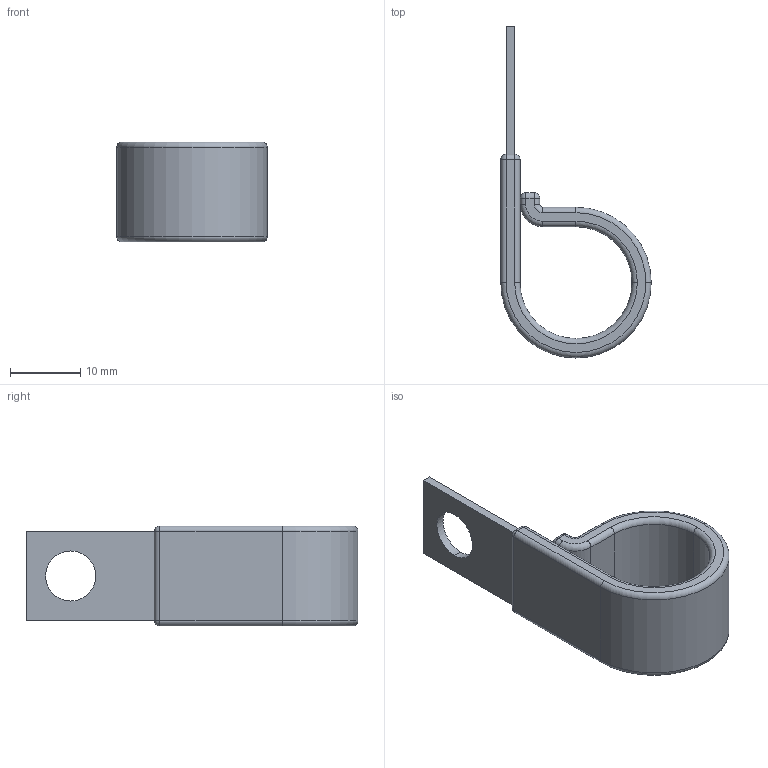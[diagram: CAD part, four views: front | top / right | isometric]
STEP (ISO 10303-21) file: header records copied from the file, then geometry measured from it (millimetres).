
FILE_DESCRIPTION (( 'STEP AP214' ), '1' );
FILE_NAME ('CJV1109Z1.step', '2018-11-01T21:18:21', ( 'User' ), ( 'Microsoft' ), 'SwSTEP 2.0', 'SolidWorks 2018', '' );
FILE_SCHEMA (( 'AUTOMOTIVE_DESIGN' ));
Length unit declared in the file: inch
Products named in the file (1): CJV1109Z1
Bounding box: 21.41 x 47.21 x 14.22 mm (x, y, z)
Volume: 2978.2 mm3; surface area: 2841.6 mm2
Topology: 1 solids, 1 shells, 62 faces, 140 edges, 72 vertices
Faces by surface type: cylinder 28, plane 14, torus 12, sphere 8
Entity records: 2403 total; most frequent: DIRECTION 330, CARTESIAN_POINT 267, ORIENTED_EDGE 264, AXIS2_PLACEMENT_3D 135, EDGE_CURVE 132, CIRCLE 72, VERTEX_POINT 72, EDGE_LOOP 64
